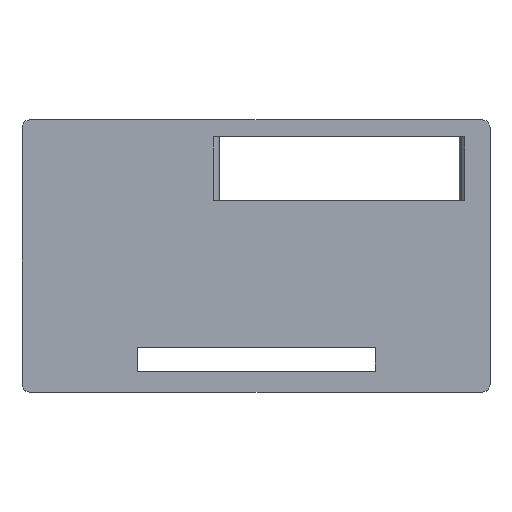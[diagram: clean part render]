
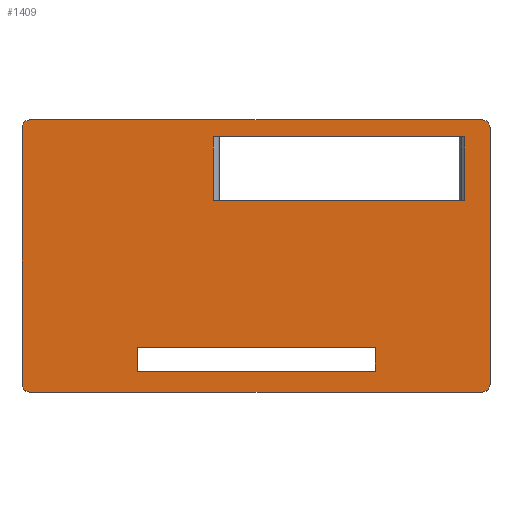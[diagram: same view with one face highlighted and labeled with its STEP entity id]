
A CAD part, top view. The second image highlights one B-rep face of the part: STEP entity #1409.
In plain terms, the highlighted planar face has unit normal (0, 0, 1).
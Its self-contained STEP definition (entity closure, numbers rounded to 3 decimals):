
#40=FACE_BOUND('',#231,.T.);
#41=FACE_BOUND('',#232,.T.);
#85=PLANE('',#1526);
#153=FACE_OUTER_BOUND('',#230,.T.);
#230=EDGE_LOOP('',(#1287,#1288,#1289,#1290,#1291,#1292,#1293,#1294));
#231=EDGE_LOOP('',(#1295,#1296,#1297,#1298));
#232=EDGE_LOOP('',(#1299,#1300,#1301,#1302));
#247=LINE('',#1924,#397);
#265=LINE('',#1965,#415);
#293=LINE('',#2046,#443);
#304=LINE('',#2068,#454);
#356=LINE('',#2203,#506);
#363=LINE('',#2216,#513);
#364=LINE('',#2218,#514);
#365=LINE('',#2220,#515);
#379=LINE('',#2551,#529);
#381=LINE('',#2555,#531);
#382=LINE('',#2559,#532);
#383=LINE('',#2563,#533);
#397=VECTOR('',#1556,10.);
#415=VECTOR('',#1586,10.);
#443=VECTOR('',#1654,10.);
#454=VECTOR('',#1673,10.);
#506=VECTOR('',#1805,10.);
#513=VECTOR('',#1816,10.);
#514=VECTOR('',#1819,10.);
#515=VECTOR('',#1822,10.);
#529=VECTOR('',#1870,10.);
#531=VECTOR('',#1874,10.);
#532=VECTOR('',#1877,10.);
#533=VECTOR('',#1880,10.);
#576=CIRCLE('',#1524,1.);
#577=CIRCLE('',#1527,1.);
#578=CIRCLE('',#1528,1.);
#579=CIRCLE('',#1529,1.);
#588=VERTEX_POINT('',#1921);
#589=VERTEX_POINT('',#1923);
#606=VERTEX_POINT('',#1963);
#638=VERTEX_POINT('',#2043);
#639=VERTEX_POINT('',#2045);
#646=VERTEX_POINT('',#2066);
#689=VERTEX_POINT('',#2201);
#693=VERTEX_POINT('',#2214);
#707=VERTEX_POINT('',#2544);
#708=VERTEX_POINT('',#2545);
#709=VERTEX_POINT('',#2550);
#710=VERTEX_POINT('',#2554);
#711=VERTEX_POINT('',#2556);
#712=VERTEX_POINT('',#2558);
#713=VERTEX_POINT('',#2560);
#714=VERTEX_POINT('',#2562);
#725=EDGE_CURVE('',#588,#589,#247,.T.);
#745=EDGE_CURVE('',#588,#606,#265,.T.);
#786=EDGE_CURVE('',#639,#638,#293,.T.);
#798=EDGE_CURVE('',#638,#646,#304,.T.);
#867=EDGE_CURVE('',#689,#606,#356,.T.);
#874=EDGE_CURVE('',#646,#693,#363,.T.);
#875=EDGE_CURVE('',#693,#639,#364,.T.);
#876=EDGE_CURVE('',#689,#589,#365,.T.);
#903=EDGE_CURVE('',#707,#708,#576,.T.);
#906=EDGE_CURVE('',#709,#708,#379,.T.);
#908=EDGE_CURVE('',#707,#710,#381,.T.);
#909=EDGE_CURVE('',#711,#710,#577,.T.);
#910=EDGE_CURVE('',#711,#712,#382,.T.);
#911=EDGE_CURVE('',#713,#712,#578,.T.);
#912=EDGE_CURVE('',#713,#714,#383,.T.);
#913=EDGE_CURVE('',#709,#714,#579,.T.);
#1287=ORIENTED_EDGE('',*,*,#903,.F.);
#1288=ORIENTED_EDGE('',*,*,#908,.T.);
#1289=ORIENTED_EDGE('',*,*,#909,.F.);
#1290=ORIENTED_EDGE('',*,*,#910,.T.);
#1291=ORIENTED_EDGE('',*,*,#911,.F.);
#1292=ORIENTED_EDGE('',*,*,#912,.T.);
#1293=ORIENTED_EDGE('',*,*,#913,.F.);
#1294=ORIENTED_EDGE('',*,*,#906,.T.);
#1295=ORIENTED_EDGE('',*,*,#745,.T.);
#1296=ORIENTED_EDGE('',*,*,#867,.F.);
#1297=ORIENTED_EDGE('',*,*,#876,.T.);
#1298=ORIENTED_EDGE('',*,*,#725,.F.);
#1299=ORIENTED_EDGE('',*,*,#874,.T.);
#1300=ORIENTED_EDGE('',*,*,#875,.T.);
#1301=ORIENTED_EDGE('',*,*,#786,.T.);
#1302=ORIENTED_EDGE('',*,*,#798,.T.);
#1409=ADVANCED_FACE('',(#153,#40,#41),#85,.T.);
#1524=AXIS2_PLACEMENT_3D('',#2546,#1864,#1865);
#1526=AXIS2_PLACEMENT_3D('',#2553,#1872,#1873);
#1527=AXIS2_PLACEMENT_3D('',#2557,#1875,#1876);
#1528=AXIS2_PLACEMENT_3D('',#2561,#1878,#1879);
#1529=AXIS2_PLACEMENT_3D('',#2564,#1881,#1882);
#1556=DIRECTION('',(0.,-1.,0.));
#1586=DIRECTION('',(1.,0.,0.));
#1654=DIRECTION('',(-1.,0.,0.));
#1673=DIRECTION('',(0.,1.,0.));
#1805=DIRECTION('',(0.,1.,0.));
#1816=DIRECTION('',(1.,0.,0.));
#1819=DIRECTION('',(0.,-1.,0.));
#1822=DIRECTION('',(-1.,0.,0.));
#1864=DIRECTION('center_axis',(0.,0.,-1.));
#1865=DIRECTION('ref_axis',(0.707,0.707,0.));
#1870=DIRECTION('',(0.,1.,0.));
#1872=DIRECTION('center_axis',(0.,0.,1.));
#1873=DIRECTION('ref_axis',(1.,0.,0.));
#1874=DIRECTION('',(-1.,0.,0.));
#1875=DIRECTION('center_axis',(0.,0.,-1.));
#1876=DIRECTION('ref_axis',(-0.707,0.707,0.));
#1877=DIRECTION('',(0.,-1.,0.));
#1878=DIRECTION('center_axis',(0.,0.,-1.));
#1879=DIRECTION('ref_axis',(-0.707,-0.707,0.));
#1880=DIRECTION('',(1.,0.,0.));
#1881=DIRECTION('center_axis',(0.,0.,-1.));
#1882=DIRECTION('ref_axis',(0.707,-0.707,0.));
#1921=CARTESIAN_POINT('',(23.7,51.384,15.45));
#1923=CARTESIAN_POINT('',(23.7,43.084,15.45));
#1924=CARTESIAN_POINT('',(23.7,39.234,15.45));
#1963=CARTESIAN_POINT('',(56.4,51.384,15.45));
#1965=CARTESIAN_POINT('',(41.975,51.384,15.45));
#2043=CARTESIAN_POINT('',(13.8,20.884,15.45));
#2045=CARTESIAN_POINT('',(44.8,20.884,15.45));
#2046=CARTESIAN_POINT('',(22.025,20.884,15.45));
#2066=CARTESIAN_POINT('',(13.8,23.984,15.45));
#2068=CARTESIAN_POINT('',(13.8,28.284,15.45));
#2201=CARTESIAN_POINT('',(56.4,43.084,15.45));
#2203=CARTESIAN_POINT('',(56.4,43.734,15.45));
#2214=CARTESIAN_POINT('',(44.8,23.984,15.45));
#2216=CARTESIAN_POINT('',(22.025,23.984,15.45));
#2218=CARTESIAN_POINT('',(44.8,29.934,15.45));
#2220=CARTESIAN_POINT('',(31.225,43.084,15.45));
#2544=CARTESIAN_POINT('',(58.7,53.584,15.45));
#2545=CARTESIAN_POINT('',(59.7,52.584,15.45));
#2546=CARTESIAN_POINT('Origin',(58.7,52.584,15.45));
#2550=CARTESIAN_POINT('',(59.7,19.184,15.45));
#2551=CARTESIAN_POINT('',(59.7,53.584,15.45));
#2553=CARTESIAN_POINT('Origin',(29.25,35.884,15.45));
#2554=CARTESIAN_POINT('',(-0.2,53.584,15.45));
#2555=CARTESIAN_POINT('',(-1.2,53.584,15.45));
#2556=CARTESIAN_POINT('',(-1.2,52.584,15.45));
#2557=CARTESIAN_POINT('Origin',(-0.2,52.584,15.45));
#2558=CARTESIAN_POINT('',(-1.2,19.184,15.45));
#2559=CARTESIAN_POINT('',(-1.2,18.184,15.45));
#2560=CARTESIAN_POINT('',(-0.2,18.184,15.45));
#2561=CARTESIAN_POINT('Origin',(-0.2,19.184,15.45));
#2562=CARTESIAN_POINT('',(58.7,18.184,15.45));
#2563=CARTESIAN_POINT('',(59.7,18.184,15.45));
#2564=CARTESIAN_POINT('Origin',(58.7,19.184,15.45));
